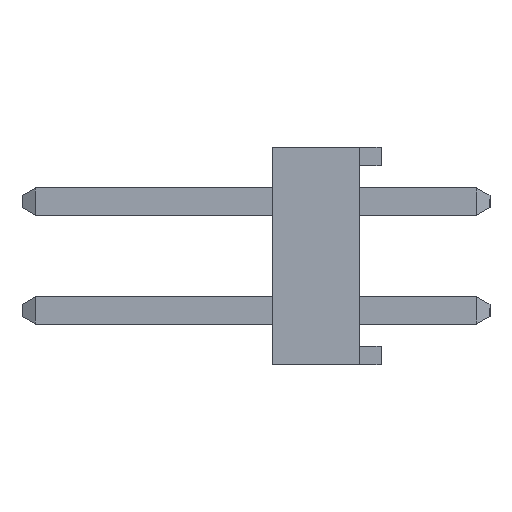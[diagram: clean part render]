
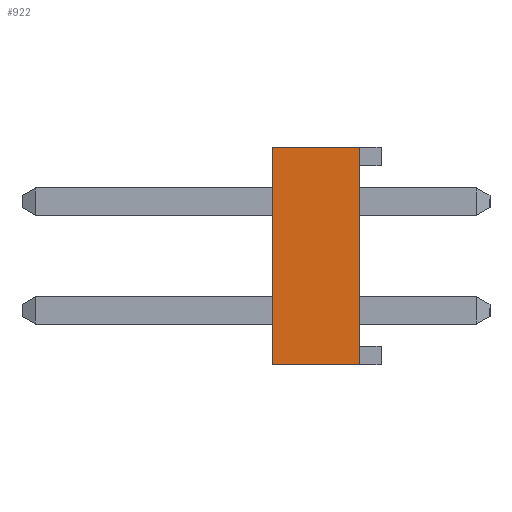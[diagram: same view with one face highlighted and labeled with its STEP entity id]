
A CAD part, left-side view. The second image highlights one B-rep face of the part: STEP entity #922.
In plain terms, the highlighted planar face has unit normal (-1, 0, 0).
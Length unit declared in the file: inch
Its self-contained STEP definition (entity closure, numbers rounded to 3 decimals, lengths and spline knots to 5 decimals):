
#922 = ADVANCED_FACE( '', ( #2158 ), #2159, .F. );
#2158 = FACE_OUTER_BOUND( '', #3696, .T. );
#2159 = PLANE( '', #3697 );
#3696 = EDGE_LOOP( '', ( #6335, #6336, #6337, #6338 ) );
#3697 = AXIS2_PLACEMENT_3D( '', #6339, #6340, #6341 );
#6335 = ORIENTED_EDGE( '', *, *, #10021, .F. );
#6336 = ORIENTED_EDGE( '', *, *, #10022, .F. );
#6337 = ORIENTED_EDGE( '', *, *, #9287, .F. );
#6338 = ORIENTED_EDGE( '', *, *, #10023, .T. );
#6339 = CARTESIAN_POINT( '', ( -0.3, 0.1, -0.1 ) );
#6340 = DIRECTION( '', ( 1., 0., 0. ) );
#6341 = DIRECTION( '', ( 0., 0., -1. ) );
#9287 = EDGE_CURVE( '', #11181, #11174, #11183, .T. );
#10021 = EDGE_CURVE( '', #12345, #12346, #12347, .T. );
#10022 = EDGE_CURVE( '', #11174, #12345, #12348, .T. );
#10023 = EDGE_CURVE( '', #11181, #12346, #12349, .T. );
#11174 = VERTEX_POINT( '', #13825 );
#11181 = VERTEX_POINT( '', #13835 );
#11183 = LINE( '', #13838, #13839 );
#12345 = VERTEX_POINT( '', #15591 );
#12346 = VERTEX_POINT( '', #15592 );
#12347 = LINE( '', #15593, #15594 );
#12348 = LINE( '', #15595, #15596 );
#12349 = LINE( '', #15597, #15598 );
#13825 = CARTESIAN_POINT( '', ( -0.3, 0.1, 0.1 ) );
#13835 = CARTESIAN_POINT( '', ( -0.3, 0.1, -0.1 ) );
#13838 = CARTESIAN_POINT( '', ( -0.3, 0.1, -0.1 ) );
#13839 = VECTOR( '', #17131, 39.37008 );
#15591 = CARTESIAN_POINT( '', ( -0.3, 0.02, 0.1 ) );
#15592 = CARTESIAN_POINT( '', ( -0.3, 0.02, -0.1 ) );
#15593 = CARTESIAN_POINT( '', ( -0.3, 0.02, -0.1 ) );
#15594 = VECTOR( '', #17722, 39.37008 );
#15595 = CARTESIAN_POINT( '', ( -0.3, 0.1, 0.1 ) );
#15596 = VECTOR( '', #17723, 39.37008 );
#15597 = CARTESIAN_POINT( '', ( -0.3, 0.1, -0.1 ) );
#15598 = VECTOR( '', #17724, 39.37008 );
#17131 = DIRECTION( '', ( 0., 0., 1. ) );
#17722 = DIRECTION( '', ( 0., 0., -1. ) );
#17723 = DIRECTION( '', ( 0., -1., 0. ) );
#17724 = DIRECTION( '', ( 0., -1., 0. ) );
